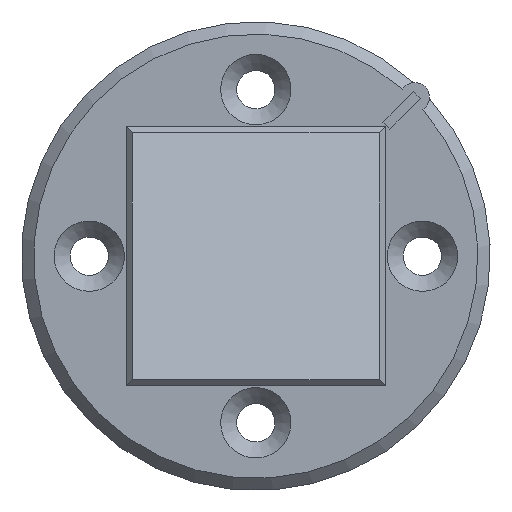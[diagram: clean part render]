
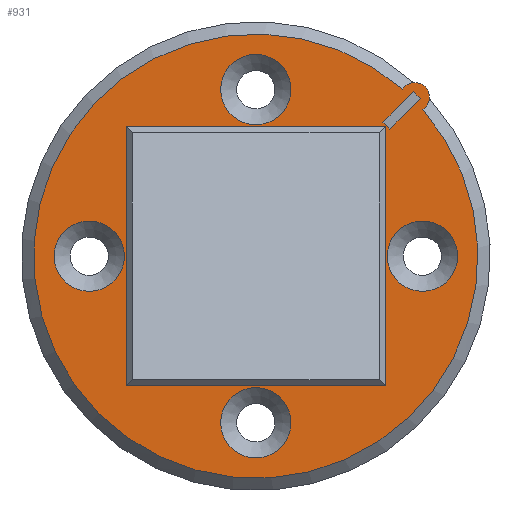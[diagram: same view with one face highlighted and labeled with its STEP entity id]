
A CAD part, front view. The second image highlights one B-rep face of the part: STEP entity #931.
In plain terms, the highlighted planar face has unit normal (0, -1, 0).
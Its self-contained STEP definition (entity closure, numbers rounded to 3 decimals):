
#613 = VERTEX_POINT('',#614);
#614 = CARTESIAN_POINT('',(-10.5,-4.5,-10.5));
#620 = EDGE_CURVE('',#613,#621,#623,.T.);
#621 = VERTEX_POINT('',#622);
#622 = CARTESIAN_POINT('',(10.5,-4.5,-10.5));
#623 = LINE('',#624,#625);
#624 = CARTESIAN_POINT('',(-10.,-4.5,-10.5));
#625 = VECTOR('',#626,1.);
#626 = DIRECTION('',(1.,0.,0.));
#884 = VERTEX_POINT('',#885);
#885 = CARTESIAN_POINT('',(-10.5,-4.5,10.5));
#891 = EDGE_CURVE('',#884,#613,#892,.T.);
#892 = LINE('',#893,#894);
#893 = CARTESIAN_POINT('',(-10.5,-4.5,10.));
#894 = VECTOR('',#895,1.);
#895 = DIRECTION('',(0.,0.,-1.));
#931 = ADVANCED_FACE('',(#932,#970,#981,#992,#1010,#1021,#1032),#1066,
  .F.);
#932 = FACE_BOUND('',#933,.F.);
#933 = EDGE_LOOP('',(#934,#945,#954,#963));
#934 = ORIENTED_EDGE('',*,*,#935,.F.);
#935 = EDGE_CURVE('',#936,#938,#940,.T.);
#936 = VERTEX_POINT('',#937);
#937 = CARTESIAN_POINT('',(12.773,-4.5,14.066));
#938 = VERTEX_POINT('',#939);
#939 = CARTESIAN_POINT('',(11.869,-4.5,13.532));
#940 = CIRCLE('',#941,1.2);
#941 = AXIS2_PLACEMENT_3D('',#942,#943,#944);
#942 = CARTESIAN_POINT('',(12.869,-4.5,12.869));
#943 = DIRECTION('',(0.,-1.,0.));
#944 = DIRECTION('',(0.,0.,1.));
#945 = ORIENTED_EDGE('',*,*,#946,.F.);
#946 = EDGE_CURVE('',#947,#936,#949,.T.);
#947 = VERTEX_POINT('',#948);
#948 = CARTESIAN_POINT('',(14.066,-4.5,12.773));
#949 = CIRCLE('',#950,1.2);
#950 = AXIS2_PLACEMENT_3D('',#951,#952,#953);
#951 = CARTESIAN_POINT('',(12.869,-4.5,12.869));
#952 = DIRECTION('',(0.,-1.,0.));
#953 = DIRECTION('',(1.,0.,0.));
#954 = ORIENTED_EDGE('',*,*,#955,.T.);
#955 = EDGE_CURVE('',#947,#956,#958,.T.);
#956 = VERTEX_POINT('',#957);
#957 = CARTESIAN_POINT('',(13.532,-4.5,11.869));
#958 = CIRCLE('',#959,1.2);
#959 = AXIS2_PLACEMENT_3D('',#960,#961,#962);
#960 = CARTESIAN_POINT('',(12.869,-4.5,12.869));
#961 = DIRECTION('',(0.,1.,0.));
#962 = DIRECTION('',(0.,0.,1.));
#963 = ORIENTED_EDGE('',*,*,#964,.F.);
#964 = EDGE_CURVE('',#938,#956,#965,.T.);
#965 = CIRCLE('',#966,18.);
#966 = AXIS2_PLACEMENT_3D('',#967,#968,#969);
#967 = CARTESIAN_POINT('',(0.,-4.5,0.));
#968 = DIRECTION('',(0.,-1.,0.));
#969 = DIRECTION('',(0.672,0.,0.74));
#970 = FACE_BOUND('',#971,.F.);
#971 = EDGE_LOOP('',(#972));
#972 = ORIENTED_EDGE('',*,*,#973,.T.);
#973 = EDGE_CURVE('',#974,#974,#976,.T.);
#974 = VERTEX_POINT('',#975);
#975 = CARTESIAN_POINT('',(-10.65,-4.5,0.));
#976 = CIRCLE('',#977,2.85);
#977 = AXIS2_PLACEMENT_3D('',#978,#979,#980);
#978 = CARTESIAN_POINT('',(-13.5,-4.5,0.));
#979 = DIRECTION('',(0.,-1.,0.));
#980 = DIRECTION('',(1.,0.,0.));
#981 = FACE_BOUND('',#982,.F.);
#982 = EDGE_LOOP('',(#983));
#983 = ORIENTED_EDGE('',*,*,#984,.T.);
#984 = EDGE_CURVE('',#985,#985,#987,.T.);
#985 = VERTEX_POINT('',#986);
#986 = CARTESIAN_POINT('',(2.85,-4.5,-13.5));
#987 = CIRCLE('',#988,2.85);
#988 = AXIS2_PLACEMENT_3D('',#989,#990,#991);
#989 = CARTESIAN_POINT('',(0.,-4.5,-13.5));
#990 = DIRECTION('',(0.,-1.,0.));
#991 = DIRECTION('',(1.,0.,0.));
#992 = FACE_BOUND('',#993,.F.);
#993 = EDGE_LOOP('',(#994,#995,#1003,#1009));
#994 = ORIENTED_EDGE('',*,*,#620,.T.);
#995 = ORIENTED_EDGE('',*,*,#996,.F.);
#996 = EDGE_CURVE('',#997,#621,#999,.T.);
#997 = VERTEX_POINT('',#998);
#998 = CARTESIAN_POINT('',(10.5,-4.5,10.5));
#999 = LINE('',#1000,#1001);
#1000 = CARTESIAN_POINT('',(10.5,-4.5,10.));
#1001 = VECTOR('',#1002,1.);
#1002 = DIRECTION('',(0.,0.,-1.));
#1003 = ORIENTED_EDGE('',*,*,#1004,.T.);
#1004 = EDGE_CURVE('',#997,#884,#1005,.T.);
#1005 = LINE('',#1006,#1007);
#1006 = CARTESIAN_POINT('',(10.,-4.5,10.5));
#1007 = VECTOR('',#1008,1.);
#1008 = DIRECTION('',(-1.,0.,0.));
#1009 = ORIENTED_EDGE('',*,*,#891,.T.);
#1010 = FACE_BOUND('',#1011,.F.);
#1011 = EDGE_LOOP('',(#1012));
#1012 = ORIENTED_EDGE('',*,*,#1013,.T.);
#1013 = EDGE_CURVE('',#1014,#1014,#1016,.T.);
#1014 = VERTEX_POINT('',#1015);
#1015 = CARTESIAN_POINT('',(2.85,-4.5,13.5));
#1016 = CIRCLE('',#1017,2.85);
#1017 = AXIS2_PLACEMENT_3D('',#1018,#1019,#1020);
#1018 = CARTESIAN_POINT('',(0.,-4.5,13.5));
#1019 = DIRECTION('',(0.,-1.,0.));
#1020 = DIRECTION('',(1.,0.,0.));
#1021 = FACE_BOUND('',#1022,.F.);
#1022 = EDGE_LOOP('',(#1023));
#1023 = ORIENTED_EDGE('',*,*,#1024,.T.);
#1024 = EDGE_CURVE('',#1025,#1025,#1027,.T.);
#1025 = VERTEX_POINT('',#1026);
#1026 = CARTESIAN_POINT('',(16.35,-4.5,0.));
#1027 = CIRCLE('',#1028,2.85);
#1028 = AXIS2_PLACEMENT_3D('',#1029,#1030,#1031);
#1029 = CARTESIAN_POINT('',(13.5,-4.5,0.));
#1030 = DIRECTION('',(0.,-1.,0.));
#1031 = DIRECTION('',(1.,0.,0.));
#1032 = FACE_BOUND('',#1033,.F.);
#1033 = EDGE_LOOP('',(#1034,#1044,#1052,#1060));
#1034 = ORIENTED_EDGE('',*,*,#1035,.T.);
#1035 = EDGE_CURVE('',#1036,#1038,#1040,.T.);
#1036 = VERTEX_POINT('',#1037);
#1037 = CARTESIAN_POINT('',(12.771,-4.5,13.337));
#1038 = VERTEX_POINT('',#1039);
#1039 = CARTESIAN_POINT('',(10.297,-4.5,10.862));
#1040 = LINE('',#1041,#1042);
#1041 = CARTESIAN_POINT('',(12.771,-4.5,13.337));
#1042 = VECTOR('',#1043,1.);
#1043 = DIRECTION('',(-0.707,0.,
    -0.707));
#1044 = ORIENTED_EDGE('',*,*,#1045,.T.);
#1045 = EDGE_CURVE('',#1038,#1046,#1048,.T.);
#1046 = VERTEX_POINT('',#1047);
#1047 = CARTESIAN_POINT('',(10.862,-4.5,10.297));
#1048 = LINE('',#1049,#1050);
#1049 = CARTESIAN_POINT('',(10.297,-4.5,10.862));
#1050 = VECTOR('',#1051,1.);
#1051 = DIRECTION('',(0.707,0.,-0.707
    ));
#1052 = ORIENTED_EDGE('',*,*,#1053,.T.);
#1053 = EDGE_CURVE('',#1046,#1054,#1056,.T.);
#1054 = VERTEX_POINT('',#1055);
#1055 = CARTESIAN_POINT('',(13.337,-4.5,12.771));
#1056 = LINE('',#1057,#1058);
#1057 = CARTESIAN_POINT('',(10.862,-4.5,10.297));
#1058 = VECTOR('',#1059,1.);
#1059 = DIRECTION('',(0.707,0.,0.707)
  );
#1060 = ORIENTED_EDGE('',*,*,#1061,.T.);
#1061 = EDGE_CURVE('',#1054,#1036,#1062,.T.);
#1062 = LINE('',#1063,#1064);
#1063 = CARTESIAN_POINT('',(13.337,-4.5,12.771));
#1064 = VECTOR('',#1065,1.);
#1065 = DIRECTION('',(-0.707,0.,0.707)
  );
#1066 = PLANE('',#1067);
#1067 = AXIS2_PLACEMENT_3D('',#1068,#1069,#1070);
#1068 = CARTESIAN_POINT('',(0.115,-4.5,0.115));
#1069 = DIRECTION('',(0.,1.,0.));
#1070 = DIRECTION('',(0.,0.,1.));
